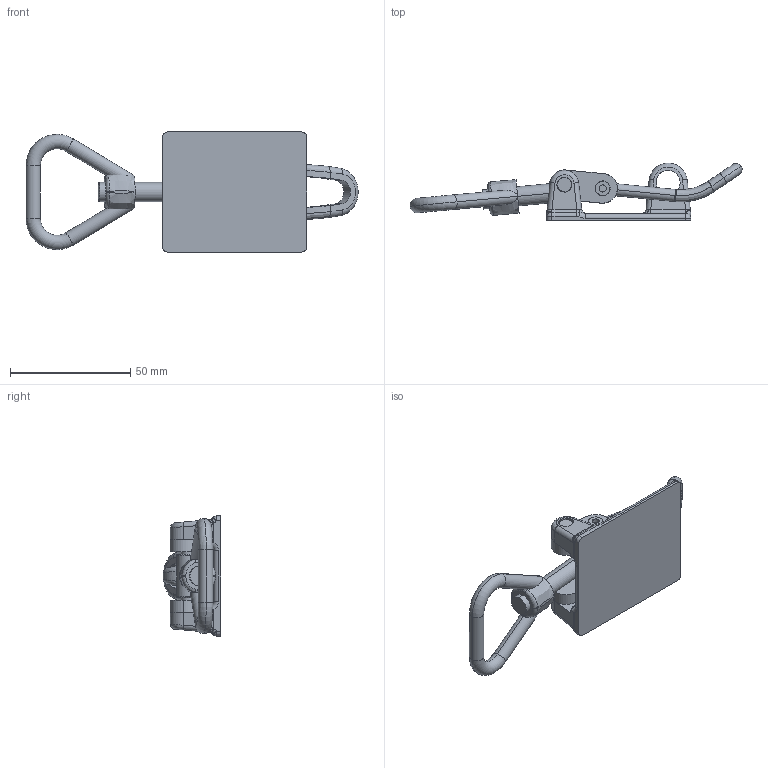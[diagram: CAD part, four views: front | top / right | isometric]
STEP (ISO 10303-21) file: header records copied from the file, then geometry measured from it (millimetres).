
FILE_DESCRIPTION (( 'STEP AP214' ), '1' );
FILE_NAME ('53040 - 503 A RF.STEP', '2016-12-30T07:44:37', ( '' ), ( '' ), 'SwSTEP 2.0', 'SolidWorks 2015', '' );
FILE_SCHEMA (( 'AUTOMOTIVE_DESIGN' ));
Length unit declared in the file: millimetre
Products named in the file (6): Justerskruv M8; Ring 3; Hålnit 6x32; bygel 3; 403-503 A; 53040 - 503 A RF
Assembly tree (5 placements, depth 2):
  53040 - 503 A RF
    403-503 A
    bygel 3
    Hålnit 6x32
    Ring 3
    Justerskruv M8
Bounding box: 138.26 x 24 x 50 mm (x, y, z)
Volume: 28961 mm3; surface area: 18969.7 mm2
Topology: 5 solids, 5 shells, 254 faces, 618 edges, 372 vertices
Faces by surface type: cylinder 97, bspline 76, plane 60, torus 12, sphere 9
Entity records: 11478 total; most frequent: CARTESIAN_POINT 5953, ORIENTED_EDGE 1224, DIRECTION 968, EDGE_CURVE 612, AXIS2_PLACEMENT_3D 384, VERTEX_POINT 372, EDGE_LOOP 274, ADVANCED_FACE 254
